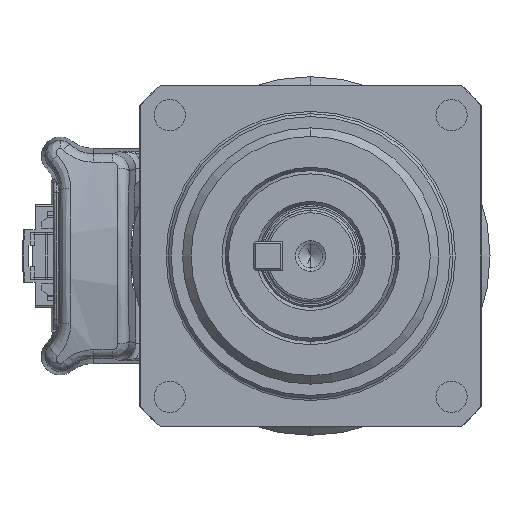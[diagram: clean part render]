
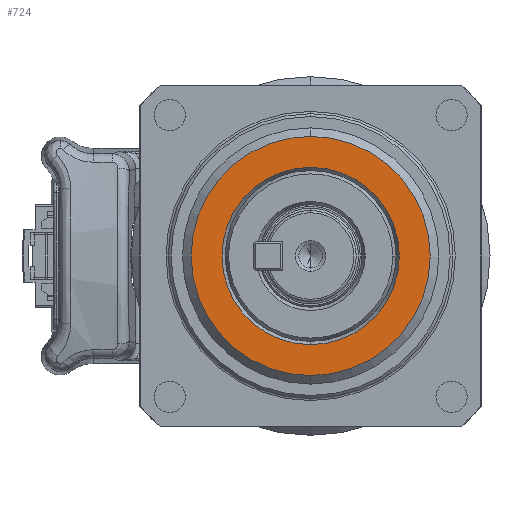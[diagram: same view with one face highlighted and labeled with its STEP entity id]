
A CAD part, left-side view. The second image highlights one B-rep face of the part: STEP entity #724.
In plain terms, the highlighted face is planar.
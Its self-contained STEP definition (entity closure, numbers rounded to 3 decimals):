
#724 = ADVANCED_FACE ( 'NONE', ( #111800, #115623 ), #151721, .T. ) ;
#6870 = DIRECTION ( 'NONE',  ( 1., 0., 0. ) ) ;
#10437 = EDGE_LOOP ( 'NONE', ( #128178, #111623 ) ) ;
#10905 = CARTESIAN_POINT ( 'NONE',  ( 0., 0., 7.5 ) ) ;
#15080 = ORIENTED_EDGE ( 'NONE', *, *, #146184, .F. ) ;
#17333 = VERTEX_POINT ( 'NONE', #107348 ) ;
#21897 = DIRECTION ( 'NONE',  ( 0., 0., -1. ) ) ;
#23131 = DIRECTION ( 'NONE',  ( -1., 0., 0. ) ) ;
#24606 = CARTESIAN_POINT ( 'NONE',  ( 0., 0., 7.5 ) ) ;
#28942 = EDGE_CURVE ( 'NONE', #102047, #48233, #34645, .T. ) ;
#30292 = AXIS2_PLACEMENT_3D ( 'NONE', #105250, #32852, #117424 ) ;
#32852 = DIRECTION ( 'NONE',  ( 0., 0., -1. ) ) ;
#34645 = CIRCLE ( 'NONE', #30292, 15.577 ) ;
#36787 = DIRECTION ( 'NONE',  ( 1., 0., 0. ) ) ;
#40731 = AXIS2_PLACEMENT_3D ( 'NONE', #55061, #79376, #6870 ) ;
#46155 = CARTESIAN_POINT ( 'NONE',  ( -15.577, 0., 7.5 ) ) ;
#48233 = VERTEX_POINT ( 'NONE', #72259 ) ;
#55061 = CARTESIAN_POINT ( 'NONE',  ( -23.1, -23.1, 7.5 ) ) ;
#71807 = CIRCLE ( 'NONE', #96458, 21. ) ;
#72259 = CARTESIAN_POINT ( 'NONE',  ( 15.577, 0., 7.5 ) ) ;
#79376 = DIRECTION ( 'NONE',  ( 0., 0., 1. ) ) ;
#85363 = ORIENTED_EDGE ( 'NONE', *, *, #85779, .F. ) ;
#85779 = EDGE_CURVE ( 'NONE', #17333, #145842, #138920, .T. ) ;
#90848 = AXIS2_PLACEMENT_3D ( 'NONE', #24606, #109148, #36787 ) ;
#94300 = CARTESIAN_POINT ( 'NONE',  ( 0., 0., 7.5 ) ) ;
#95236 = EDGE_CURVE ( 'NONE', #48233, #102047, #102752, .T. ) ;
#95523 = DIRECTION ( 'NONE',  ( 0., 0., -1. ) ) ;
#96458 = AXIS2_PLACEMENT_3D ( 'NONE', #10905, #95523, #23131 ) ;
#102047 = VERTEX_POINT ( 'NONE', #46155 ) ;
#102752 = CIRCLE ( 'NONE', #90848, 15.577 ) ;
#105250 = CARTESIAN_POINT ( 'NONE',  ( 0., 0., 7.5 ) ) ;
#106494 = DIRECTION ( 'NONE',  ( -1., 0., 0. ) ) ;
#107348 = CARTESIAN_POINT ( 'NONE',  ( -21., 0., 7.5 ) ) ;
#109148 = DIRECTION ( 'NONE',  ( 0., 0., -1. ) ) ;
#111623 = ORIENTED_EDGE ( 'NONE', *, *, #28942, .T. ) ;
#111800 = FACE_BOUND ( 'NONE', #10437, .T. ) ;
#115623 = FACE_OUTER_BOUND ( 'NONE', #151700, .T. ) ;
#117424 = DIRECTION ( 'NONE',  ( 1., 0., 0. ) ) ;
#126798 = AXIS2_PLACEMENT_3D ( 'NONE', #94300, #21897, #106494 ) ;
#128178 = ORIENTED_EDGE ( 'NONE', *, *, #95236, .T. ) ;
#138920 = CIRCLE ( 'NONE', #126798, 21. ) ;
#143399 = CARTESIAN_POINT ( 'NONE',  ( 21., 0., 7.5 ) ) ;
#145842 = VERTEX_POINT ( 'NONE', #143399 ) ;
#146184 = EDGE_CURVE ( 'NONE', #145842, #17333, #71807, .T. ) ;
#151700 = EDGE_LOOP ( 'NONE', ( #85363, #15080 ) ) ;
#151721 = PLANE ( 'NONE',  #40731 ) ;
